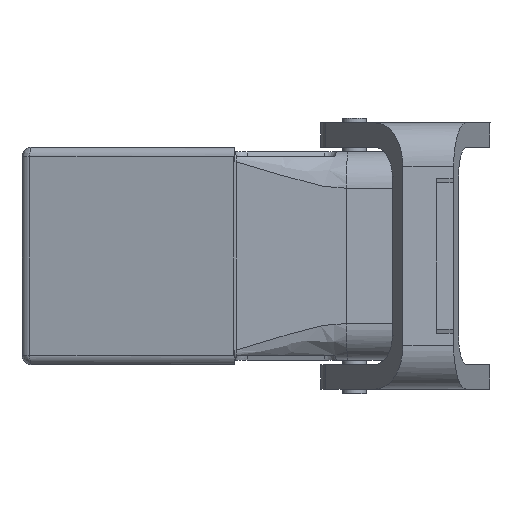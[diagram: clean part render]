
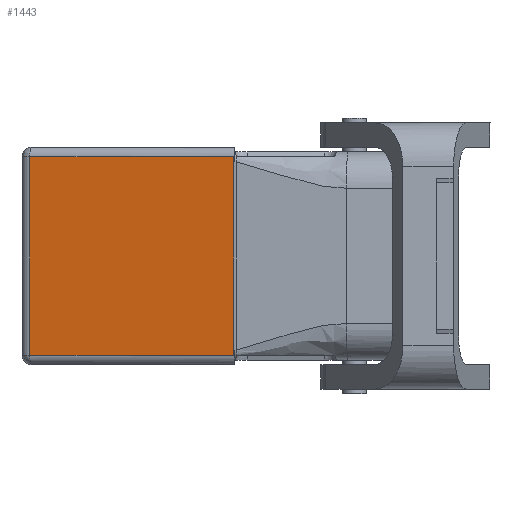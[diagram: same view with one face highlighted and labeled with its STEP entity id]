
A CAD part, left-side view. The second image highlights one B-rep face of the part: STEP entity #1443.
In plain terms, the highlighted planar face has unit normal (-0.982, 0.191, 0).
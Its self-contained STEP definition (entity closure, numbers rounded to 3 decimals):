
#1443=ADVANCED_FACE('',(#1741),#6826,.T.);
#1741=FACE_OUTER_BOUND('',#2033,.T.);
#2033=EDGE_LOOP('',(#2901,#2902,#2903,#2904));
#2901=ORIENTED_EDGE('',*,*,#4735,.T.);
#2902=ORIENTED_EDGE('',*,*,#4736,.T.);
#2903=ORIENTED_EDGE('',*,*,#4737,.T.);
#2904=ORIENTED_EDGE('',*,*,#4738,.T.);
#4083=VERTEX_POINT('',#10527);
#4084=VERTEX_POINT('',#10528);
#4085=VERTEX_POINT('',#10530);
#4086=VERTEX_POINT('',#10532);
#4735=EDGE_CURVE('',#4083,#4084,#5456,.T.);
#4736=EDGE_CURVE('',#4084,#4085,#5457,.T.);
#4737=EDGE_CURVE('',#4085,#4086,#5458,.T.);
#4738=EDGE_CURVE('',#4086,#4083,#5459,.T.);
#5456=LINE('',#10526,#6023);
#5457=LINE('',#10529,#6024);
#5458=LINE('',#10531,#6025);
#5459=LINE('',#10533,#6026);
#6023=VECTOR('',#8263,1.);
#6024=VECTOR('',#8264,1.);
#6025=VECTOR('',#8265,1.);
#6026=VECTOR('',#8266,1.);
#6826=PLANE('',#7328);
#7328=AXIS2_PLACEMENT_3D('',#10534,#8267,#8268);
#8263=DIRECTION('',(0.,0.,-1.));
#8264=DIRECTION('',(-0.191,-0.982,0.));
#8265=DIRECTION('',(0.,0.,1.));
#8266=DIRECTION('',(0.191,0.982,0.));
#8267=DIRECTION('',(-0.982,0.191,0.));
#8268=DIRECTION('',(-0.191,-0.982,0.));
#10526=CARTESIAN_POINT('',(-50.012,65.382,20.5));
#10527=CARTESIAN_POINT('',(-50.012,65.382,20.5));
#10528=CARTESIAN_POINT('',(-50.012,65.382,-20.5));
#10529=CARTESIAN_POINT('',(-50.012,65.382,-20.5));
#10530=CARTESIAN_POINT('',(-58.195,23.285,-20.5));
#10531=CARTESIAN_POINT('',(-58.195,23.285,-20.5));
#10532=CARTESIAN_POINT('',(-58.195,23.285,20.5));
#10533=CARTESIAN_POINT('',(-58.195,23.285,20.5));
#10534=CARTESIAN_POINT('',(-49.251,69.298,-22.6));
